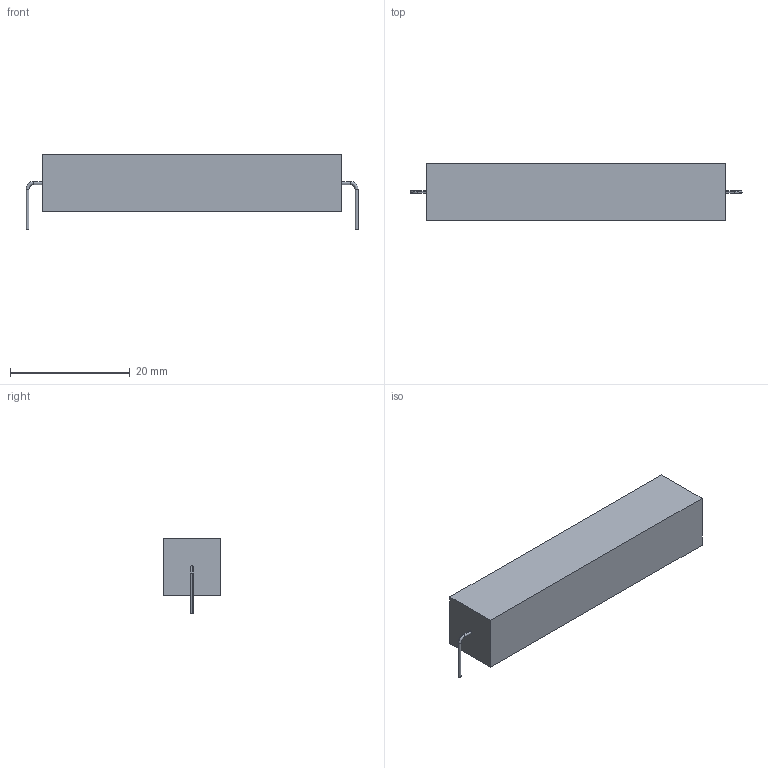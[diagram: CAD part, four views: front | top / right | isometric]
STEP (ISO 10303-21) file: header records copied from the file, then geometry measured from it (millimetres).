
FILE_DESCRIPTION((''),'2;1');
FILE_NAME('RES_3R11W','2020-10-03T02:05:58',('Mitch'),(''),'CREO PARAMETRIC BY PTC INC, 2018050','CREO PARAMETRIC BY PTC INC, 2018050','');
FILE_SCHEMA(('AUTOMOTIVE_DESIGN { 1 0 10303 214 1 1 1 1 }'));
Length unit declared in the file: millimetre
Products named in the file (1): RES_3R11W
Bounding box: 55.5 x 9.6 x 12.6 mm (x, y, z)
Volume: 4611.9 mm3; surface area: 2135.3 mm2
Topology: 1 solids, 1 shells, 20 faces, 40 edges, 24 vertices
Faces by surface type: plane 8, cylinder 8, torus 4
Entity records: 878 total; most frequent: DIRECTION 100, CARTESIAN_POINT 86, ORIENTED_EDGE 80, PRESENTATION_STYLE_ASSIGNMENT 61, STYLED_ITEM 55, CURVE_STYLE 40, AXIS2_PLACEMENT_3D 40, EDGE_CURVE 40
